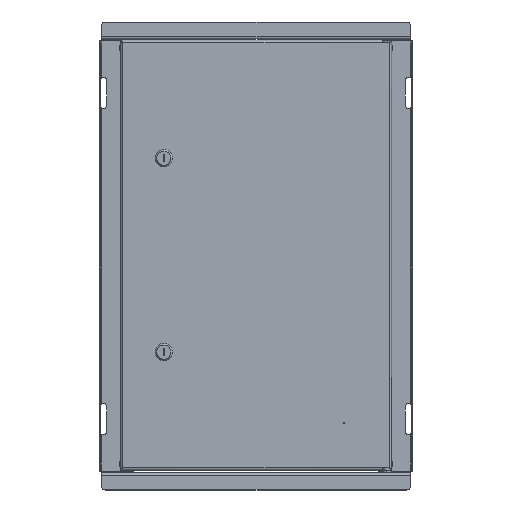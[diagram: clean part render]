
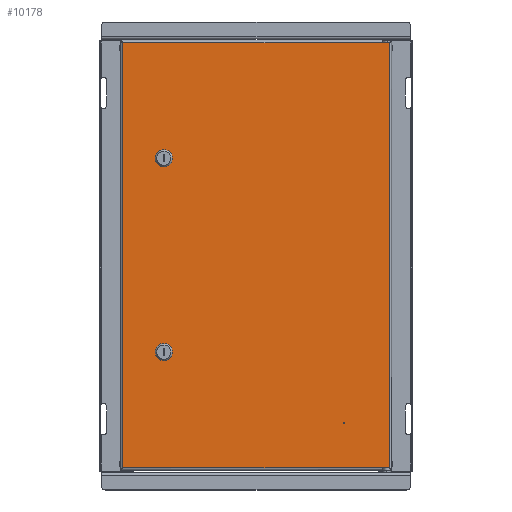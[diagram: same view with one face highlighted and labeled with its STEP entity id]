
A CAD part, top view. The second image highlights one B-rep face of the part: STEP entity #10178.
In plain terms, the highlighted planar face has unit normal (0, 0, 1).
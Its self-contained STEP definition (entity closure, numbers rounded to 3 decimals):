
#19 = DIRECTION ( 'NONE',  ( 1., 0., 0. ) ) ;
#92 = EDGE_LOOP ( 'NONE', ( #3025, #14249, #4932, #12981 ) ) ;
#116 = CARTESIAN_POINT ( 'NONE',  ( -117., -123., 0. ) ) ;
#130 = VECTOR ( 'NONE', #3723, 1000. ) ;
#190 = EDGE_CURVE ( 'NONE', #13528, #14359, #2941, .T. ) ;
#197 = CIRCLE ( 'NONE', #736, 0.5 ) ;
#478 = VECTOR ( 'NONE', #3575, 1000. ) ;
#733 = VECTOR ( 'NONE', #5547, 1000. ) ;
#736 = AXIS2_PLACEMENT_3D ( 'NONE', #12640, #8916, #4751 ) ;
#830 = EDGE_CURVE ( 'NONE', #4531, #4132, #197, .T. ) ;
#949 = LINE ( 'NONE', #4779, #9549 ) ;
#1021 = CARTESIAN_POINT ( 'NONE',  ( 112.5, -213., 0. ) ) ;
#1203 = CARTESIAN_POINT ( 'NONE',  ( -125.25, -118.29, 0. ) ) ;
#1350 = EDGE_LOOP ( 'NONE', ( #8065, #15014, #9689, #8195 ) ) ;
#1440 = EDGE_CURVE ( 'NONE', #8640, #2779, #14817, .T. ) ;
#1501 = DIRECTION ( 'NONE',  ( 1., 0., 0. ) ) ;
#1514 = VERTEX_POINT ( 'NONE', #2496 ) ;
#1533 = CARTESIAN_POINT ( 'NONE',  ( -117., 123., 0. ) ) ;
#1727 = CARTESIAN_POINT ( 'NONE',  ( -170.788, -269.9, 0. ) ) ;
#1733 = EDGE_CURVE ( 'NONE', #3515, #1948, #11850, .T. ) ;
#1911 = DIRECTION ( 'NONE',  ( -1., 0., 0. ) ) ;
#1948 = VERTEX_POINT ( 'NONE', #9697 ) ;
#2266 = CARTESIAN_POINT ( 'NONE',  ( -168.9, -269.9, 0. ) ) ;
#2395 = VERTEX_POINT ( 'NONE', #11651 ) ;
#2427 = AXIS2_PLACEMENT_3D ( 'NONE', #116, #10717, #1501 ) ;
#2445 = EDGE_CURVE ( 'NONE', #1514, #11991, #14706, .T. ) ;
#2496 = CARTESIAN_POINT ( 'NONE',  ( 160., -269.9, 0. ) ) ;
#2562 = VERTEX_POINT ( 'NONE', #8895 ) ;
#2779 = VERTEX_POINT ( 'NONE', #2266 ) ;
#2782 = EDGE_CURVE ( 'NONE', #11991, #2395, #3487, .T. ) ;
#2941 = CIRCLE ( 'NONE', #12636, 9.5 ) ;
#3025 = ORIENTED_EDGE ( 'NONE', *, *, #11120, .T. ) ;
#3060 = VECTOR ( 'NONE', #4238, 1000. ) ;
#3116 = EDGE_LOOP ( 'NONE', ( #11350, #4326 ) ) ;
#3472 = DIRECTION ( 'NONE',  ( 0., 1., 0. ) ) ;
#3487 = LINE ( 'NONE', #15487, #478 ) ;
#3515 = VERTEX_POINT ( 'NONE', #1203 ) ;
#3575 = DIRECTION ( 'NONE',  ( 0., 1., 0. ) ) ;
#3699 = CIRCLE ( 'NONE', #12027, 0.5 ) ;
#3723 = DIRECTION ( 'NONE',  ( 0., -1., 0. ) ) ;
#3791 = FACE_OUTER_BOUND ( 'NONE', #11095, .T. ) ;
#3903 = DIRECTION ( 'NONE',  ( 1., 0., 0. ) ) ;
#3908 = LINE ( 'NONE', #10587, #130 ) ;
#4132 = VERTEX_POINT ( 'NONE', #1021 ) ;
#4238 = DIRECTION ( 'NONE',  ( 1., 0., 0. ) ) ;
#4326 = ORIENTED_EDGE ( 'NONE', *, *, #8355, .F. ) ;
#4434 = VERTEX_POINT ( 'NONE', #5803 ) ;
#4531 = VERTEX_POINT ( 'NONE', #10924 ) ;
#4621 = VECTOR ( 'NONE', #4761, 1000. ) ;
#4751 = DIRECTION ( 'NONE',  ( 1., 0., 0. ) ) ;
#4761 = DIRECTION ( 'NONE',  ( 0., 1., 0. ) ) ;
#4764 = CARTESIAN_POINT ( 'NONE',  ( -125.25, -127.71, 0. ) ) ;
#4779 = CARTESIAN_POINT ( 'NONE',  ( 170.788, 269.9, 0. ) ) ;
#4932 = ORIENTED_EDGE ( 'NONE', *, *, #12512, .T. ) ;
#5082 = VERTEX_POINT ( 'NONE', #14414 ) ;
#5175 = LINE ( 'NONE', #13162, #7645 ) ;
#5547 = DIRECTION ( 'NONE',  ( 1., 0., 0. ) ) ;
#5694 = DIRECTION ( 'NONE',  ( 0., 0., 1. ) ) ;
#5803 = CARTESIAN_POINT ( 'NONE',  ( -108.75, -127.71, 0. ) ) ;
#6407 = PLANE ( 'NONE',  #11243 ) ;
#6986 = ORIENTED_EDGE ( 'NONE', *, *, #1440, .T. ) ;
#7087 = DIRECTION ( 'NONE',  ( 1., 0., 0. ) ) ;
#7629 = DIRECTION ( 'NONE',  ( 1., 0., 0. ) ) ;
#7645 = VECTOR ( 'NONE', #16242, 1000. ) ;
#7665 = VERTEX_POINT ( 'NONE', #4764 ) ;
#7839 = CARTESIAN_POINT ( 'NONE',  ( -117., 123., 0. ) ) ;
#7956 = EDGE_CURVE ( 'NONE', #5082, #9680, #14539, .T. ) ;
#8065 = ORIENTED_EDGE ( 'NONE', *, *, #7956, .F. ) ;
#8183 = VECTOR ( 'NONE', #10748, 1000. ) ;
#8195 = ORIENTED_EDGE ( 'NONE', *, *, #11640, .F. ) ;
#8355 = EDGE_CURVE ( 'NONE', #4132, #4531, #3699, .T. ) ;
#8640 = VERTEX_POINT ( 'NONE', #14956 ) ;
#8857 = CARTESIAN_POINT ( 'NONE',  ( -125.25, -118.29, 0. ) ) ;
#8895 = CARTESIAN_POINT ( 'NONE',  ( 160., 269.9, 0. ) ) ;
#8916 = DIRECTION ( 'NONE',  ( 0., 0., 1. ) ) ;
#9181 = FACE_BOUND ( 'NONE', #3116, .T. ) ;
#9201 = CARTESIAN_POINT ( 'NONE',  ( -117., -123., 0. ) ) ;
#9549 = VECTOR ( 'NONE', #1911, 1000. ) ;
#9580 = EDGE_CURVE ( 'NONE', #2562, #8640, #949, .T. ) ;
#9680 = VERTEX_POINT ( 'NONE', #10162 ) ;
#9689 = ORIENTED_EDGE ( 'NONE', *, *, #190, .F. ) ;
#9697 = CARTESIAN_POINT ( 'NONE',  ( -108.75, -118.29, 0. ) ) ;
#9865 = CARTESIAN_POINT ( 'NONE',  ( -108.75, 118.29, 0. ) ) ;
#10077 = CARTESIAN_POINT ( 'NONE',  ( -125.25, 118.29, 0. ) ) ;
#10095 = CARTESIAN_POINT ( 'NONE',  ( 168.9, -269.9, 0. ) ) ;
#10162 = CARTESIAN_POINT ( 'NONE',  ( -125.25, 127.71, 0. ) ) ;
#10178 = ADVANCED_FACE ( 'NONE', ( #9181, #10482, #3791, #12987 ), #6407, .T. ) ;
#10482 = FACE_BOUND ( 'NONE', #1350, .T. ) ;
#10534 = CIRCLE ( 'NONE', #11637, 9.5 ) ;
#10548 = ORIENTED_EDGE ( 'NONE', *, *, #15574, .T. ) ;
#10587 = CARTESIAN_POINT ( 'NONE',  ( -108.75, -118.29, 0. ) ) ;
#10717 = DIRECTION ( 'NONE',  ( 0., 0., -1. ) ) ;
#10748 = DIRECTION ( 'NONE',  ( 0., -1., 0. ) ) ;
#10920 = LINE ( 'NONE', #13601, #8183 ) ;
#10924 = CARTESIAN_POINT ( 'NONE',  ( 111.5, -213., 0. ) ) ;
#11095 = EDGE_LOOP ( 'NONE', ( #6986, #10548, #15343, #12889, #14448, #13547 ) ) ;
#11120 = EDGE_CURVE ( 'NONE', #1948, #4434, #3908, .T. ) ;
#11200 = LINE ( 'NONE', #16506, #4621 ) ;
#11243 = AXIS2_PLACEMENT_3D ( 'NONE', #14228, #14401, #7629 ) ;
#11350 = ORIENTED_EDGE ( 'NONE', *, *, #830, .F. ) ;
#11383 = EDGE_CURVE ( 'NONE', #14359, #5082, #11200, .T. ) ;
#11552 = EDGE_CURVE ( 'NONE', #2395, #2562, #5175, .T. ) ;
#11637 = AXIS2_PLACEMENT_3D ( 'NONE', #9201, #14425, #3903 ) ;
#11640 = EDGE_CURVE ( 'NONE', #9680, #13528, #10920, .T. ) ;
#11651 = CARTESIAN_POINT ( 'NONE',  ( 168.9, 269.9, 0. ) ) ;
#11850 = CIRCLE ( 'NONE', #2427, 9.5 ) ;
#11991 = VERTEX_POINT ( 'NONE', #10095 ) ;
#12027 = AXIS2_PLACEMENT_3D ( 'NONE', #14734, #14915, #7087 ) ;
#12268 = DIRECTION ( 'NONE',  ( 0., -1., 0. ) ) ;
#12512 = EDGE_CURVE ( 'NONE', #7665, #3515, #13890, .T. ) ;
#12636 = AXIS2_PLACEMENT_3D ( 'NONE', #7839, #15934, #19 ) ;
#12640 = CARTESIAN_POINT ( 'NONE',  ( 112., -213., 0. ) ) ;
#12889 = ORIENTED_EDGE ( 'NONE', *, *, #2782, .T. ) ;
#12981 = ORIENTED_EDGE ( 'NONE', *, *, #1733, .T. ) ;
#12987 = FACE_BOUND ( 'NONE', #92, .T. ) ;
#13162 = CARTESIAN_POINT ( 'NONE',  ( 170.788, 269.9, 0. ) ) ;
#13516 = DIRECTION ( 'NONE',  ( 1., 0., 0. ) ) ;
#13528 = VERTEX_POINT ( 'NONE', #10077 ) ;
#13547 = ORIENTED_EDGE ( 'NONE', *, *, #9580, .T. ) ;
#13575 = CARTESIAN_POINT ( 'NONE',  ( -168.9, 271.788, 0. ) ) ;
#13601 = CARTESIAN_POINT ( 'NONE',  ( -125.25, 118.29, 0. ) ) ;
#13678 = LINE ( 'NONE', #16141, #3060 ) ;
#13890 = LINE ( 'NONE', #8857, #14325 ) ;
#14228 = CARTESIAN_POINT ( 'NONE',  ( 0., 0., 0. ) ) ;
#14249 = ORIENTED_EDGE ( 'NONE', *, *, #14910, .T. ) ;
#14325 = VECTOR ( 'NONE', #3472, 1000. ) ;
#14357 = VECTOR ( 'NONE', #12268, 1000. ) ;
#14359 = VERTEX_POINT ( 'NONE', #9865 ) ;
#14401 = DIRECTION ( 'NONE',  ( 0., 0., 1. ) ) ;
#14414 = CARTESIAN_POINT ( 'NONE',  ( -108.75, 127.71, 0. ) ) ;
#14425 = DIRECTION ( 'NONE',  ( 0., 0., -1. ) ) ;
#14448 = ORIENTED_EDGE ( 'NONE', *, *, #11552, .T. ) ;
#14539 = CIRCLE ( 'NONE', #16757, 9.5 ) ;
#14706 = LINE ( 'NONE', #1727, #733 ) ;
#14734 = CARTESIAN_POINT ( 'NONE',  ( 112., -213., 0. ) ) ;
#14817 = LINE ( 'NONE', #13575, #14357 ) ;
#14910 = EDGE_CURVE ( 'NONE', #4434, #7665, #10534, .T. ) ;
#14915 = DIRECTION ( 'NONE',  ( 0., 0., 1. ) ) ;
#14956 = CARTESIAN_POINT ( 'NONE',  ( -168.9, 269.9, 0. ) ) ;
#15014 = ORIENTED_EDGE ( 'NONE', *, *, #11383, .F. ) ;
#15343 = ORIENTED_EDGE ( 'NONE', *, *, #2445, .T. ) ;
#15487 = CARTESIAN_POINT ( 'NONE',  ( 168.9, -271.788, 0. ) ) ;
#15574 = EDGE_CURVE ( 'NONE', #2779, #1514, #13678, .T. ) ;
#15934 = DIRECTION ( 'NONE',  ( 0., 0., 1. ) ) ;
#16141 = CARTESIAN_POINT ( 'NONE',  ( -170.788, -269.9, 0. ) ) ;
#16242 = DIRECTION ( 'NONE',  ( -1., 0., 0. ) ) ;
#16506 = CARTESIAN_POINT ( 'NONE',  ( -108.75, 118.29, 0. ) ) ;
#16757 = AXIS2_PLACEMENT_3D ( 'NONE', #1533, #5694, #13516 ) ;
